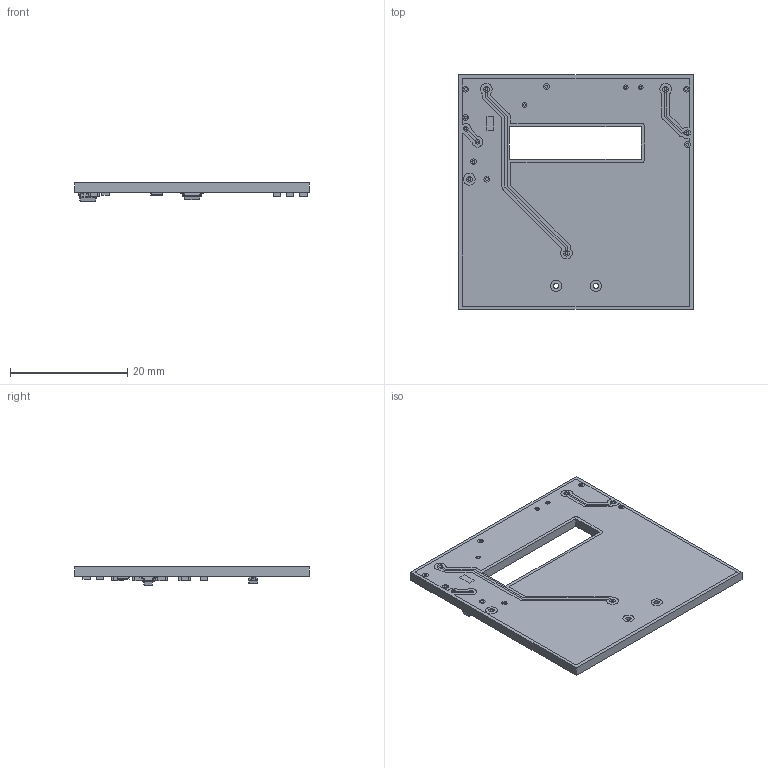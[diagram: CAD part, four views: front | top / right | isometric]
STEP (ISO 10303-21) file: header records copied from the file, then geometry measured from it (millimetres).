
FILE_DESCRIPTION(('FreeCAD Model'),'2;1');
FILE_NAME('Top.step','2019-09-26T21:53:47',('Author'),(''), 'Open CASCADE STEP processor 7.3','FreeCAD','Unknown');
FILE_SCHEMA(('AUTOMOTIVE_DESIGN { 1 0 10303 214 1 1 1 1 }'));
Length unit declared in the file: millimetre
Products named in the file (22): Top001; Board_Geoms; Local_CS; Pcb; PCB_Sketch; topTracks; botTracks; Step_Models; Bot; C5_C_0805_5D876BFD; D1_D_SOD_123_5D8771D4; U2_SOT_23_5_5D8777B4; C2_C_0805_5D876BCD; C3_C_0805_5D876BDD; C4_C_0805_5D877B65; C6_C_0805_5D876FA2; C7_C_0805_5D876C1D; R1_R_0805_5D876C2D; R2_R_0805_5D87950D; R3_R_0805_5D876C4D; R4_R_0805_5D877930; R5_R_0805_5D876C6D
Assembly tree (21 placements, depth 4):
  Top001
    Board_Geoms
      Local_CS
      Pcb
      PCB_Sketch
      topTracks
      botTracks
    Step_Models
      Bot
        C5_C_0805_5D876BFD
        D1_D_SOD_123_5D8771D4
        U2_SOT_23_5_5D8777B4
        C2_C_0805_5D876BCD
        C3_C_0805_5D876BDD
        C4_C_0805_5D877B65
        C6_C_0805_5D876FA2
        C7_C_0805_5D876C1D
        R1_R_0805_5D876C2D
        R2_R_0805_5D87950D
        R3_R_0805_5D876C4D
        R4_R_0805_5D877930
        R5_R_0805_5D876C6D
Bounding box: 40.1 x 40.05 x 3.2 mm (x, y, z)
Volume: 2384.7 mm3; surface area: 5885.9 mm2
Topology: 14 solids, 133 shells, 615 faces, 4477 edges, 4030 vertices
Faces by surface type: plane 418, cylinder 142, bspline 55
Full cylindrical faces by diameter (mm): 0.9 x2
Entity records: 46427 total; most frequent: CARTESIAN_POINT 9373, DIRECTION 5861, ORIENTED_EDGE 5754, EDGE_CURVE 4469, LINE 4129, VECTOR 4129, VERTEX_POINT 4014, AXIS2_PLACEMENT_3D 866
